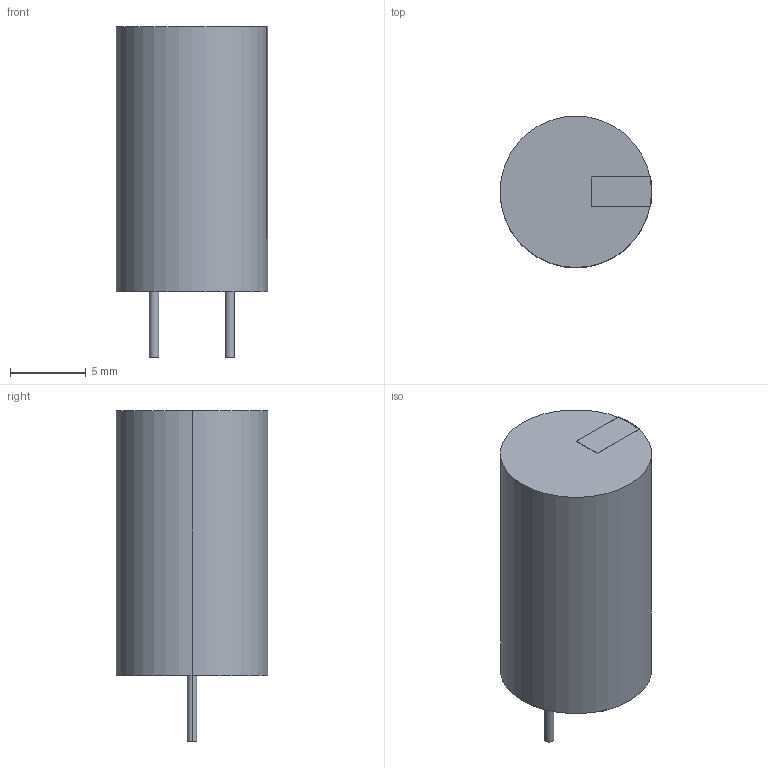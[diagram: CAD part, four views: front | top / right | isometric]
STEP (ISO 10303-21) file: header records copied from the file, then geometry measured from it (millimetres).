
FILE_DESCRIPTION (( 'STEP AP214' ), '1' );
FILE_NAME ('UFW1V471MPD1TD.STEP', '2024-12-05T10:32:39', ( '' ), ( '' ), 'SwSTEP 2.0', 'SolidWorks 2022', '' );
FILE_SCHEMA (( 'AUTOMOTIVE_DESIGN' ));
Length unit declared in the file: millimetre
Products named in the file (1): UFW1V471MPD1TD
Bounding box: 10.03 x 10.01 x 21.89 mm (x, y, z)
Volume: 1380.1 mm3; surface area: 797.1 mm2
Topology: 4 solids, 4 shells, 20 faces, 36 edges, 24 vertices
Faces by surface type: plane 12, cylinder 8
Entity records: 561 total; most frequent: CARTESIAN_POINT 93, DIRECTION 90, ORIENTED_EDGE 72, AXIS2_PLACEMENT_3D 37, EDGE_CURVE 36, VERTEX_POINT 24, EDGE_LOOP 20, FACE_OUTER_BOUND 20
